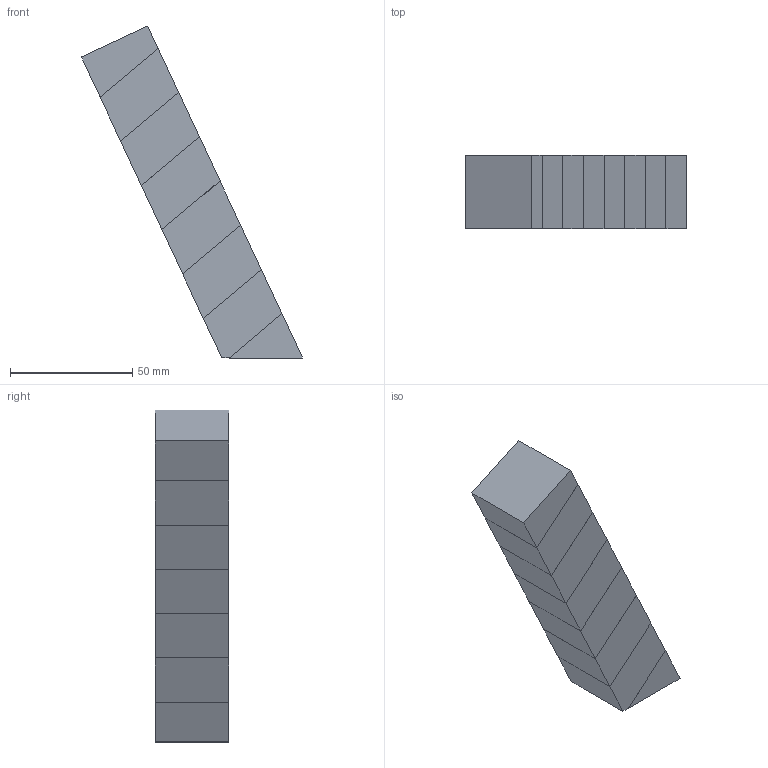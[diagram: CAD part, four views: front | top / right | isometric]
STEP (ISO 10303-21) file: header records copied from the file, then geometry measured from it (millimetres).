
FILE_DESCRIPTION (( 'STEP AP203' ), '1' );
FILE_NAME ('EJ_Clap_Jaune.STEP', '2014-11-24T20:58:43', ( 'Quentin cesvet' ), ( '' ), 'SwSTEP 2.0', 'SolidWorks 2014', '' );
FILE_SCHEMA (( 'CONFIG_CONTROL_DESIGN' ));
Length unit declared in the file: millimetre
Products named in the file (1): EJ_Clap_Jaune
Bounding box: 90.57 x 30 x 135.94 mm (x, y, z)
Volume: 128615.5 mm3; surface area: 19054.6 mm2
Topology: 1 solids, 1 shells, 62 faces, 152 edges, 92 vertices
Faces by surface type: plane 62
Entity records: 1841 total; most frequent: CARTESIAN_POINT 343, ORIENTED_EDGE 304, DIRECTION 266, EDGE_CURVE 152, LINE 140, VECTOR 140, VERTEX_POINT 92, AXIS2_PLACEMENT_3D 63
